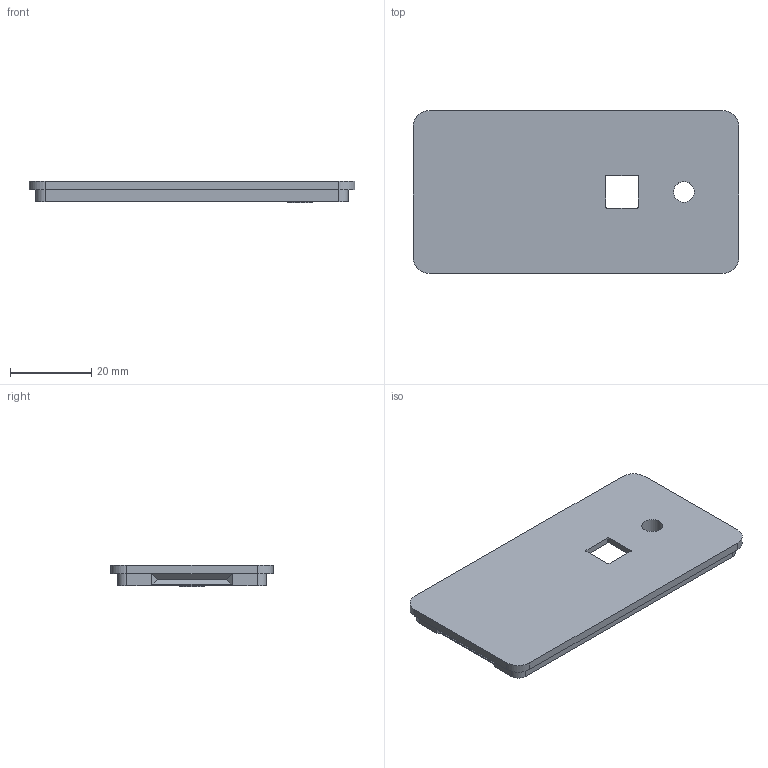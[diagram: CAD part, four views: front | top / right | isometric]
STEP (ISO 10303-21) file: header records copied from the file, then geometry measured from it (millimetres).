
FILE_DESCRIPTION(/* description */ (''),/* implementation_level */ '2;1');
FILE_NAME(/* name */ 'lid.step',/* time_stamp */ '2024-03-03T13:10:59Z',/* author */ (''),/* organization */ (''),/* preprocessor_version */ 'ST-DEVELOPER v20',/* originating_system */ 'Autodesk Translation Framework v12.20.1.177',/* authorisation */ '');
FILE_SCHEMA (('AUTOMOTIVE_DESIGN { 1 0 10303 214 3 1 1 }'));
Length unit declared in the file: millimetre
Products named in the file (1): lid
Bounding box: 80 x 40 x 5.2 mm (x, y, z)
Volume: 6101.9 mm3; surface area: 8389.4 mm2
Topology: 1 solids, 1 shells, 62 faces, 167 edges, 110 vertices
Faces by surface type: plane 44, cylinder 18
Full cylindrical faces by diameter (mm): 5.1 x1, 6.1 x1
Entity records: 1976 total; most frequent: CARTESIAN_POINT 340, ORIENTED_EDGE 334, DIRECTION 329, EDGE_CURVE 167, LINE 131, VECTOR 131, VERTEX_POINT 110, AXIS2_PLACEMENT_3D 99
